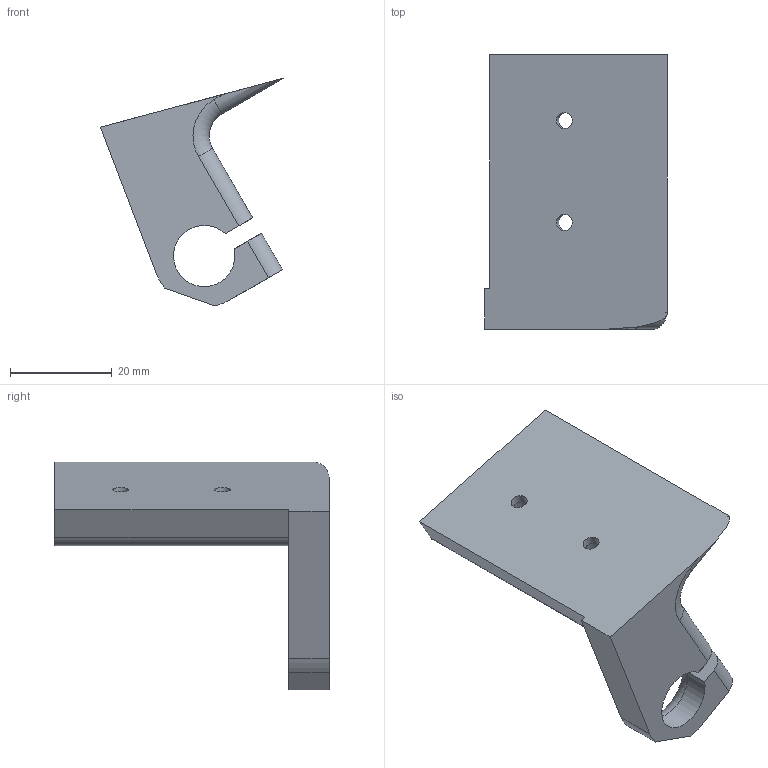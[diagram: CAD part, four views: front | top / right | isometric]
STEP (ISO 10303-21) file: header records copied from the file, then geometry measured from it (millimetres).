
FILE_DESCRIPTION(/* description */ ('STEP AP242','CAx-IF Rec.Pracs.---Representation and Presentation of Product Manufacturing Information (PMI)---4.0---2014-10-13','CAx-IF Rec.Pracs.---3D Tessellated Geometry---0.4---2014-09-14','2;1','CAx-IF Rec.Pracs.---User Defined Attributes---1.5---2016-08-15'),/* implementation_level */ '2;1');
FILE_NAME(/* name */ '691535e06e9afd1e4e029f6f',/* time_stamp */ '2025-11-13T01:35:28Z',/* author */ (''),/* organization */ (''),/* preprocessor_version */ 'ST-DEVELOPER v20',/* originating_system */ 'ONSHAPE BY PTC INC, 1.206',/* authorisation */ ' ');
FILE_SCHEMA (('AP242_MANAGED_MODEL_BASED_3D_ENGINEERING_MIM_LF { 1 0 10303 442 1 1 4 }'));
Length unit declared in the file: metre
Products named in the file (1): Camera mount (bottom, side mount)
Bounding box: 35.98 x 54 x 44.77 mm (x, y, z)
Volume: 12383.6 mm3; surface area: 6768.7 mm2
Topology: 1 solids, 1 shells, 35 faces, 92 edges, 62 vertices
Faces by surface type: plane 17, cylinder 15, torus 2, cone 1
Full cylindrical faces by diameter (mm): 2.642 x1, 3.2 x3, 6 x1, 6.5 x2
Entity records: 1259 total; most frequent: CARTESIAN_POINT 201, DIRECTION 179, ORIENTED_EDGE 162, EDGE_CURVE 81, AXIS2_PLACEMENT_3D 69, VERTEX_POINT 60, FACE_BOUND 53, EDGE_LOOP 52
